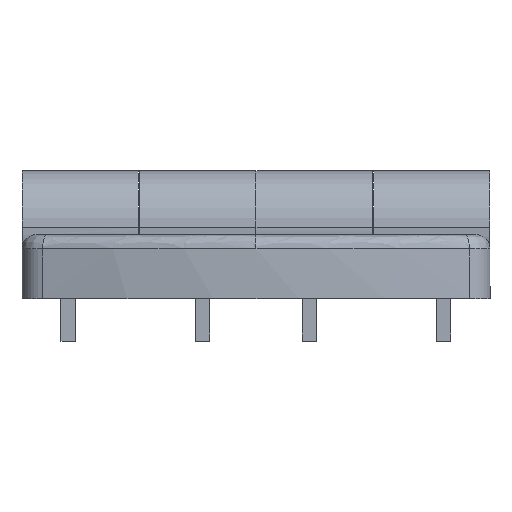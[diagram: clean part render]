
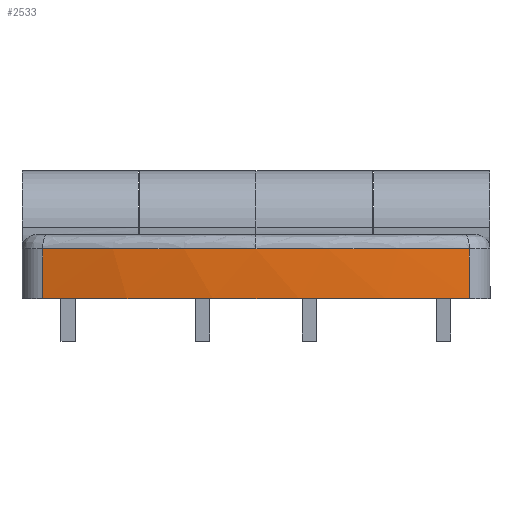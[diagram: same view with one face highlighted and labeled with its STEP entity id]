
A CAD part, left-side view. The second image highlights one B-rep face of the part: STEP entity #2533.
In plain terms, the highlighted cylindrical face has radius 55.7 mm (diameter 111.4 mm), a partial arc.
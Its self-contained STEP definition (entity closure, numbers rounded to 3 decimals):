
#94 = AXIS2_PLACEMENT_3D ( 'NONE', #3400, #5645, #5111 ) ;
#291 = CARTESIAN_POINT ( 'NONE',  ( -28.618, -15.04, -2.25 ) ) ;
#328 = VERTEX_POINT ( 'NONE', #3845 ) ;
#360 = DIRECTION ( 'NONE',  ( 0., 0., -1. ) ) ;
#571 = EDGE_CURVE ( 'NONE', #328, #1743, #1929, .T. ) ;
#610 = CARTESIAN_POINT ( 'NONE',  ( -28.618, 15.04, 1.25 ) ) ;
#704 = AXIS2_PLACEMENT_3D ( 'NONE', #5246, #748, #807 ) ;
#748 = DIRECTION ( 'NONE',  ( 0., 0., -1. ) ) ;
#807 = DIRECTION ( 'NONE',  ( 0., 1., 0. ) ) ;
#1002 = EDGE_CURVE ( 'NONE', #2688, #4856, #4212, .T. ) ;
#1198 = CYLINDRICAL_SURFACE ( 'NONE', #5781, 55.7 ) ;
#1426 = DIRECTION ( 'NONE',  ( 0., 0., -1. ) ) ;
#1476 = DIRECTION ( 'NONE',  ( 0., 0., -1. ) ) ;
#1682 = VERTEX_POINT ( 'NONE', #4220 ) ;
#1743 = VERTEX_POINT ( 'NONE', #291 ) ;
#1804 = VECTOR ( 'NONE', #1426, 1000. ) ;
#1877 = ORIENTED_EDGE ( 'NONE', *, *, #4682, .F. ) ;
#1929 = LINE ( 'NONE', #3741, #1804 ) ;
#2167 = ORIENTED_EDGE ( 'NONE', *, *, #1002, .F. ) ;
#2441 = CIRCLE ( 'NONE', #2923, 55.7 ) ;
#2458 = EDGE_CURVE ( 'NONE', #1682, #2688, #5212, .T. ) ;
#2533 = ADVANCED_FACE ( 'NONE', ( #4788 ), #1198, .F. ) ;
#2688 = VERTEX_POINT ( 'NONE', #610 ) ;
#2754 = EDGE_CURVE ( 'NONE', #4856, #1743, #2441, .T. ) ;
#2902 = CARTESIAN_POINT ( 'NONE',  ( 25.013, 0., -2.25 ) ) ;
#2923 = AXIS2_PLACEMENT_3D ( 'NONE', #2902, #4713, #4329 ) ;
#2965 = CARTESIAN_POINT ( 'NONE',  ( -28.618, 15.04, 2.25 ) ) ;
#3257 = CIRCLE ( 'NONE', #704, 55.7 ) ;
#3400 = CARTESIAN_POINT ( 'NONE',  ( 25.013, 0., 1.25 ) ) ;
#3409 = EDGE_LOOP ( 'NONE', ( #4064, #1877, #5411, #3594, #2167 ) ) ;
#3594 = ORIENTED_EDGE ( 'NONE', *, *, #2754, .F. ) ;
#3741 = CARTESIAN_POINT ( 'NONE',  ( -28.618, -15.04, 2.25 ) ) ;
#3795 = VECTOR ( 'NONE', #1476, 1000. ) ;
#3845 = CARTESIAN_POINT ( 'NONE',  ( -28.618, -15.04, 1.25 ) ) ;
#4006 = DIRECTION ( 'NONE',  ( 0., 1., 0. ) ) ;
#4064 = ORIENTED_EDGE ( 'NONE', *, *, #2458, .F. ) ;
#4212 = LINE ( 'NONE', #2965, #3795 ) ;
#4220 = CARTESIAN_POINT ( 'NONE',  ( -30.687, 0., 1.25 ) ) ;
#4329 = DIRECTION ( 'NONE',  ( 0., 1., 0. ) ) ;
#4682 = EDGE_CURVE ( 'NONE', #328, #1682, #3257, .T. ) ;
#4713 = DIRECTION ( 'NONE',  ( 0., 0., 1. ) ) ;
#4788 = FACE_OUTER_BOUND ( 'NONE', #3409, .T. ) ;
#4856 = VERTEX_POINT ( 'NONE', #4977 ) ;
#4874 = CARTESIAN_POINT ( 'NONE',  ( 25.013, 0., 2.25 ) ) ;
#4977 = CARTESIAN_POINT ( 'NONE',  ( -28.618, 15.04, -2.25 ) ) ;
#5111 = DIRECTION ( 'NONE',  ( 0., 1., 0. ) ) ;
#5212 = CIRCLE ( 'NONE', #94, 55.7 ) ;
#5246 = CARTESIAN_POINT ( 'NONE',  ( 25.013, 0., 1.25 ) ) ;
#5411 = ORIENTED_EDGE ( 'NONE', *, *, #571, .T. ) ;
#5645 = DIRECTION ( 'NONE',  ( 0., 0., -1. ) ) ;
#5781 = AXIS2_PLACEMENT_3D ( 'NONE', #4874, #360, #4006 ) ;
